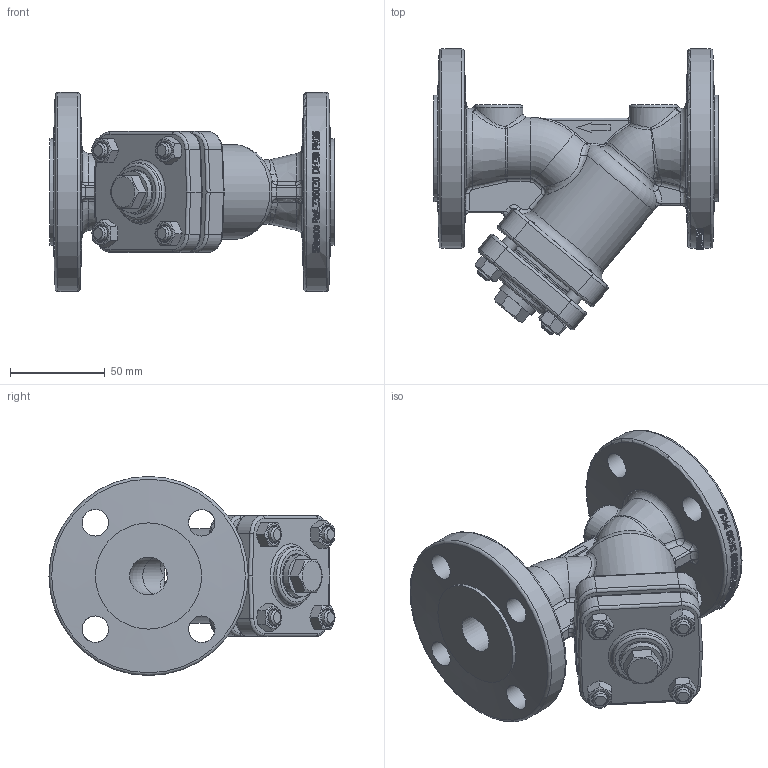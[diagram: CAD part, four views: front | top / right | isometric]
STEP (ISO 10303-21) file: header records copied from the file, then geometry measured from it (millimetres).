
FILE_DESCRIPTION(/* description */ ('236020'),/* implementation_level */ '2;1');
FILE_NAME(/* name */ '236020.stp',/* time_stamp */ '2017-11-06T09:54:14+01:00',/* author */ ('jmorand'),/* organization */ ('Sferaco'),/* preprocessor_version */ 'ST-DEVELOPER v16.5',/* originating_system */ 'Autodesk Inventor 2017',/* authorisation */ '');
FILE_SCHEMA (('CONFIG_CONTROL_DESIGN'));
Products named in the file (1): 821_DN20_PN16
Bounding box: 150 x 150.88 x 105 mm (x, y, z)
Volume: 461839.7 mm3; surface area: 111989.2 mm2
Topology: 13 solids, 13 shells, 797 faces, 2017 edges, 1290 vertices
Faces by surface type: bspline 326, plane 241, cylinder 150, torus 45, cone 35
Full cylindrical faces by diameter (mm): 6.8 x4, 8 x8, 9.5 x4, 14 x10, 16.6 x1, 17 x1, 20 x2, 21 x1, 22 x1, 23 x1, 23.5 x1, 28 x2, 36 x2, 46 x3, 50 x1, 52 x1, 56 x2, 105 x2
Entity records: 50742 total; most frequent: CARTESIAN_POINT 33929, ORIENTED_EDGE 3818, DIRECTION 2638, EDGE_CURVE 1909, VERTEX_POINT 1270, EDGE_LOOP 979, AXIS2_PLACEMENT_3D 967, FACE_OUTER_BOUND 797
